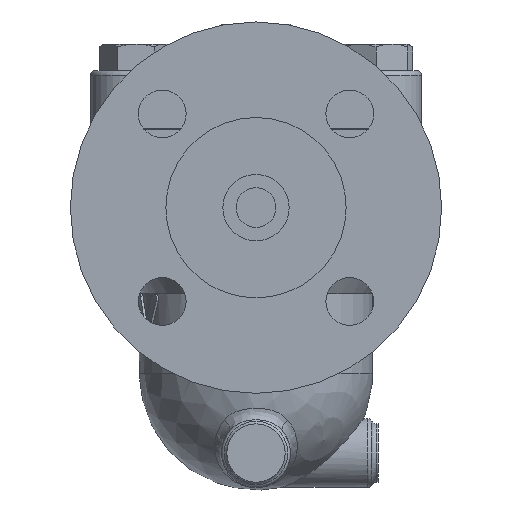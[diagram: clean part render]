
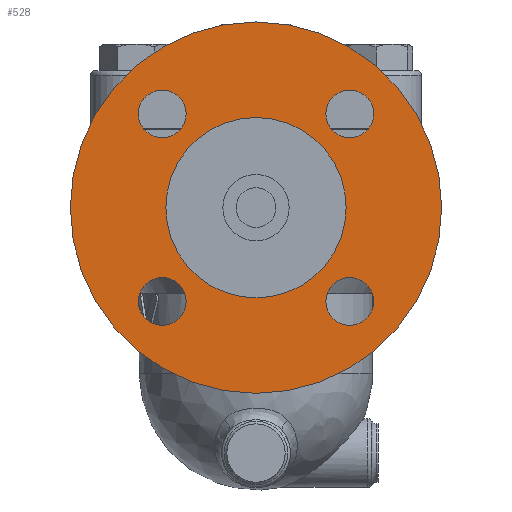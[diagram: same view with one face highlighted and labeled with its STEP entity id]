
A CAD part, left-side view. The second image highlights one B-rep face of the part: STEP entity #528.
In plain terms, the highlighted planar face has unit normal (-1, 0, 0).
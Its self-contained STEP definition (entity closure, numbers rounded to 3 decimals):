
#442=CARTESIAN_POINT('',(-142.5,0.,-63.5));
#443=VERTEX_POINT('',#442);
#444=CARTESIAN_POINT('',(-142.5,0.0,-29.5));
#445=DIRECTION('',(1.0,0.0,0.0));
#446=DIRECTION('',(0.0,0.0,1.0));
#447=AXIS2_PLACEMENT_3D('',#444,#445,#446);
#448=CIRCLE('',#447,34.0);
#449=EDGE_CURVE('',#443,#443,#448,.T.);
#465=CARTESIAN_POINT('',(-142.5,0.0,-29.5));
#466=DIRECTION('',(-1.0,0.0,0.0));
#467=DIRECTION('',(0.0,0.0,1.0));
#468=AXIS2_PLACEMENT_3D('',#465,#466,#467);
#469=PLANE('',#468);
#470=CARTESIAN_POINT('',(-142.5,0.,-99.5));
#471=VERTEX_POINT('',#470);
#472=CARTESIAN_POINT('',(-142.5,0.0,-29.5));
#473=DIRECTION('',(1.0,0.0,0.0));
#474=DIRECTION('',(0.0,0.0,1.0));
#475=AXIS2_PLACEMENT_3D('',#472,#473,#474);
#476=CIRCLE('',#475,70.);
#477=EDGE_CURVE('',#471,#471,#476,.T.);
#478=ORIENTED_EDGE('',*,*,#477,.F.);
#479=EDGE_LOOP('',(#478));
#480=FACE_OUTER_BOUND('',#479,.T.);
#481=ORIENTED_EDGE('',*,*,#449,.T.);
#482=EDGE_LOOP('',(#481));
#483=FACE_BOUND('',#482,.T.);
#484=CARTESIAN_POINT('',(-142.5,-35.355,-3.145));
#485=VERTEX_POINT('',#484);
#486=CARTESIAN_POINT('',(-142.5,-35.355,5.855));
#487=DIRECTION('',(-1.0,0.0,0.0));
#488=DIRECTION('',(0.0,0.0,-1.0));
#489=AXIS2_PLACEMENT_3D('',#486,#487,#488);
#490=CIRCLE('',#489,9.0);
#491=EDGE_CURVE('',#485,#485,#490,.T.);
#492=ORIENTED_EDGE('',*,*,#491,.F.);
#493=EDGE_LOOP('',(#492));
#494=FACE_BOUND('',#493,.T.);
#495=CARTESIAN_POINT('',(-142.5,35.355,-3.145));
#496=VERTEX_POINT('',#495);
#497=CARTESIAN_POINT('',(-142.5,35.355,5.855));
#498=DIRECTION('',(-1.0,0.0,0.0));
#499=DIRECTION('',(0.0,-1.0,0.0));
#500=AXIS2_PLACEMENT_3D('',#497,#498,#499);
#501=CIRCLE('',#500,9.0);
#502=EDGE_CURVE('',#496,#496,#501,.T.);
#503=ORIENTED_EDGE('',*,*,#502,.F.);
#504=EDGE_LOOP('',(#503));
#505=FACE_BOUND('',#504,.T.);
#506=CARTESIAN_POINT('',(-142.5,35.355,-73.855));
#507=VERTEX_POINT('',#506);
#508=CARTESIAN_POINT('',(-142.5,35.355,-64.855));
#509=DIRECTION('',(-1.0,0.0,0.0));
#510=DIRECTION('',(0.0,0.0,1.0));
#511=AXIS2_PLACEMENT_3D('',#508,#509,#510);
#512=CIRCLE('',#511,9.0);
#513=EDGE_CURVE('',#507,#507,#512,.T.);
#514=ORIENTED_EDGE('',*,*,#513,.F.);
#515=EDGE_LOOP('',(#514));
#516=FACE_BOUND('',#515,.T.);
#517=CARTESIAN_POINT('',(-142.5,-35.355,-73.855));
#518=VERTEX_POINT('',#517);
#519=CARTESIAN_POINT('',(-142.5,-35.355,-64.855));
#520=DIRECTION('',(-1.0,0.0,0.0));
#521=DIRECTION('',(0.0,1.0,0.0));
#522=AXIS2_PLACEMENT_3D('',#519,#520,#521);
#523=CIRCLE('',#522,9.0);
#524=EDGE_CURVE('',#518,#518,#523,.T.);
#525=ORIENTED_EDGE('',*,*,#524,.F.);
#526=EDGE_LOOP('',(#525));
#527=FACE_BOUND('',#526,.T.);
#528=ADVANCED_FACE('',(#480,#483,#494,#505,#516,#527),#469,.T.);
